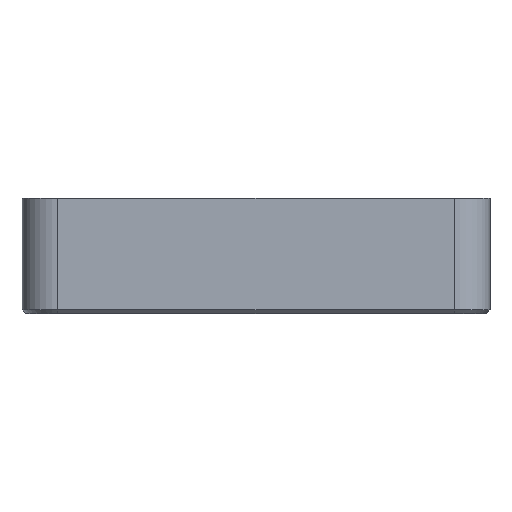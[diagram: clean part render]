
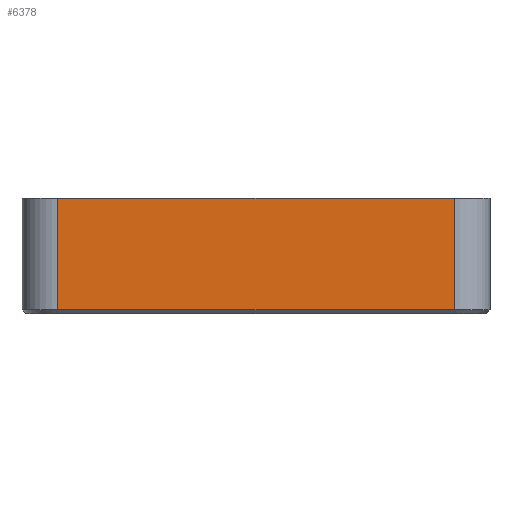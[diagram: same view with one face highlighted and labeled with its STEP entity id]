
A CAD part, front view. The second image highlights one B-rep face of the part: STEP entity #6378.
In plain terms, the highlighted planar face has unit normal (0, -1, 0).
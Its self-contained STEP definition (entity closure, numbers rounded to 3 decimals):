
#199=PLANE('',#6777);
#484=FACE_OUTER_BOUND('',#863,.T.);
#863=EDGE_LOOP('',(#4959,#4960,#4961,#4962));
#1242=LINE('',#8916,#2067);
#1502=LINE('',#9522,#2327);
#1512=LINE('',#9545,#2337);
#1513=LINE('',#9547,#2338);
#2067=VECTOR('',#7240,10.);
#2327=VECTOR('',#7604,10.);
#2337=VECTOR('',#7636,10.);
#2338=VECTOR('',#7639,10.);
#2989=VERTEX_POINT('',#8913);
#2990=VERTEX_POINT('',#8915);
#3275=VERTEX_POINT('',#9516);
#3276=VERTEX_POINT('',#9520);
#3618=EDGE_CURVE('',#2989,#2990,#1242,.T.);
#3920=EDGE_CURVE('',#3275,#3276,#1502,.T.);
#3932=EDGE_CURVE('',#2989,#3276,#1512,.T.);
#3933=EDGE_CURVE('',#2990,#3275,#1513,.T.);
#4959=ORIENTED_EDGE('',*,*,#3920,.F.);
#4960=ORIENTED_EDGE('',*,*,#3933,.F.);
#4961=ORIENTED_EDGE('',*,*,#3618,.F.);
#4962=ORIENTED_EDGE('',*,*,#3932,.T.);
#6378=ADVANCED_FACE('',(#484),#199,.T.);
#6777=AXIS2_PLACEMENT_3D('',#9546,#7637,#7638);
#7240=DIRECTION('',(1.,0.,0.));
#7604=DIRECTION('',(-1.,0.,0.));
#7636=DIRECTION('',(0.,0.,-1.));
#7637=DIRECTION('center_axis',(0.,-1.,0.));
#7638=DIRECTION('ref_axis',(-1.,0.,0.));
#7639=DIRECTION('',(0.,0.,-1.));
#8913=CARTESIAN_POINT('',(-52.5,-62.,30.5));
#8915=CARTESIAN_POINT('',(52.5,-62.,30.5));
#8916=CARTESIAN_POINT('',(26.25,-62.,30.5));
#9516=CARTESIAN_POINT('',(52.5,-62.,1.));
#9520=CARTESIAN_POINT('',(-52.5,-62.,1.));
#9522=CARTESIAN_POINT('',(26.25,-62.,1.));
#9545=CARTESIAN_POINT('',(-52.5,-62.,5.));
#9546=CARTESIAN_POINT('Origin',(52.5,-62.,5.));
#9547=CARTESIAN_POINT('',(52.5,-62.,5.));
